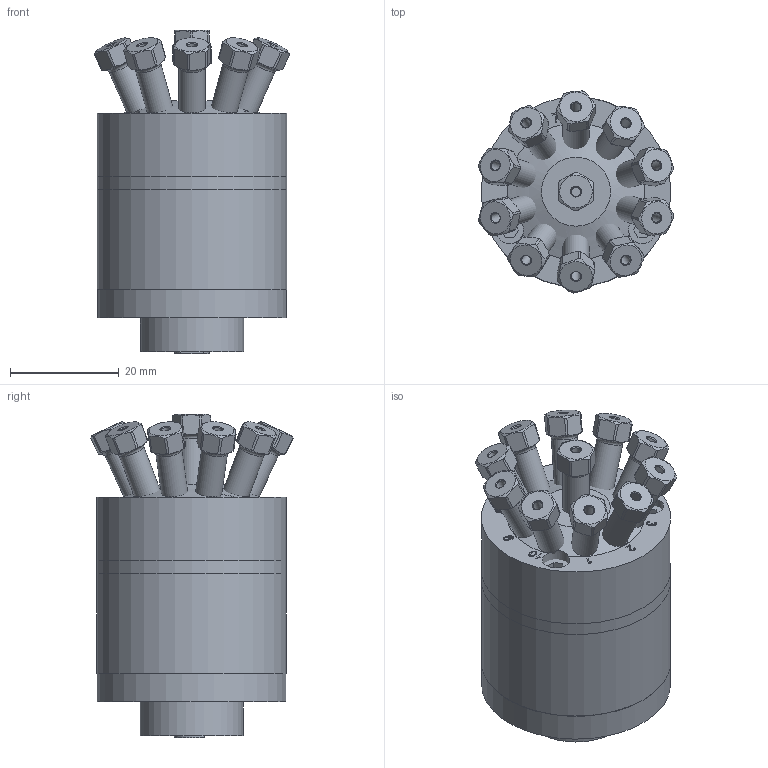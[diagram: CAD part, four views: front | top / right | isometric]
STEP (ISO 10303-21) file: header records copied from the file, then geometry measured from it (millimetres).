
FILE_DESCRIPTION((''),'2;1');
FILE_NAME('312359-C25Z-3180D 10 mpos replacement valve.stp','2013-08-14T15:35:36',('Franzp'),(''),'Autodesk Inventor 2013','Autodesk Inventor 2013','');
FILE_SCHEMA(('AUTOMOTIVE_DESIGN { 1 0 10303 214 1 1 1 1 }'));
Length unit declared in the file: millimetre
Products named in the file (1): 312359_Shrinkwrap_1
Bounding box: 35.98 x 37.24 x 59.58 mm (x, y, z)
Surface area: 15527.4 mm2 (no closed solid volume)
Topology: 0 solids, 34 shells, 298 faces, 1018 edges, 755 vertices
Faces by surface type: plane 136, cylinder 103, cone 48, torus 11
Full cylindrical faces by diameter (mm): 1.75 x11, 2.156 x1, 3.175 x1, 3.22 x1, 4.826 x11, 5.08 x3, 6.045 x2, 6.336 x1, 15.875 x1, 19.025 x1, 34.798 x1, 34.925 x3
Entity records: 11219 total; most frequent: CARTESIAN_POINT 3005, DIRECTION 1508, ORIENTED_EDGE 1445, EDGE_CURVE 862, VERTEX_POINT 695, AXIS2_PLACEMENT_3D 611, EDGE_LOOP 464, CIRCLE 312
